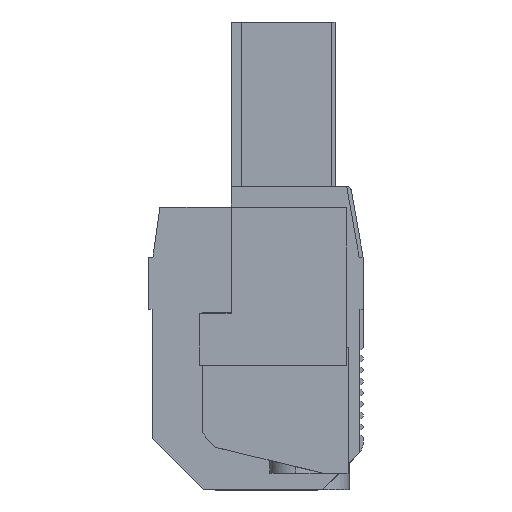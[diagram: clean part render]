
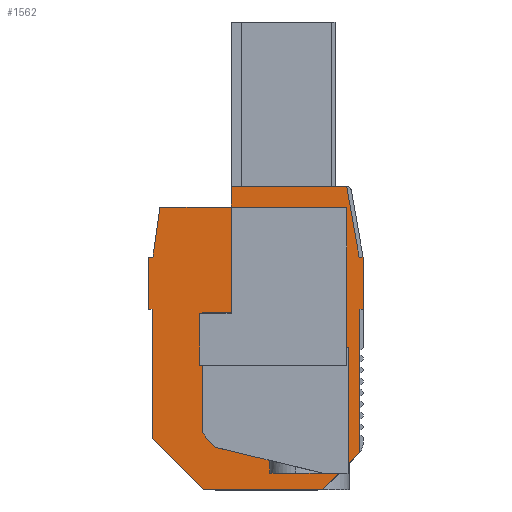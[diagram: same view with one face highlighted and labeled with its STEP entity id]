
A CAD part, left-side view. The second image highlights one B-rep face of the part: STEP entity #1562.
In plain terms, the highlighted planar face has unit normal (-1, 0, 0).
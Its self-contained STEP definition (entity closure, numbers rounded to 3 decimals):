
#1453=AXIS2_PLACEMENT_3D('Plane Axis2P3D',#1450,#1451,#1452) ;
#1164=CARTESIAN_POINT('Vertex',(7.175,19.535,27.207)) ;
#1167=CARTESIAN_POINT('Line Origine',(7.175,16.117,27.207)) ;
#1171=CARTESIAN_POINT('Vertex',(7.175,12.7,27.207)) ;
#1375=CARTESIAN_POINT('Vertex',(7.175,20.6,22.4)) ;
#1378=CARTESIAN_POINT('Line Origine',(7.175,20.405,22.4)) ;
#1382=CARTESIAN_POINT('Vertex',(7.175,20.21,22.4)) ;
#1438=CARTESIAN_POINT('Line Origine',(7.175,19.872,24.803)) ;
#1450=CARTESIAN_POINT('Axis2P3D Location',(7.175,15.35,0.7)) ;
#1455=CARTESIAN_POINT('Line Origine',(7.175,12.7,28.207)) ;
#1459=CARTESIAN_POINT('Vertex',(7.175,12.7,29.207)) ;
#1462=CARTESIAN_POINT('Line Origine',(7.175,20.6,19.9)) ;
#1466=CARTESIAN_POINT('Vertex',(7.175,20.6,17.4)) ;
#1469=CARTESIAN_POINT('Line Origine',(7.175,20.45,17.4)) ;
#1473=CARTESIAN_POINT('Vertex',(7.175,20.3,17.4)) ;
#1476=CARTESIAN_POINT('Line Origine',(7.175,20.3,11.168)) ;
#1480=CARTESIAN_POINT('Vertex',(7.175,20.3,4.936)) ;
#1483=CARTESIAN_POINT('Line Origine',(7.175,17.832,2.468)) ;
#1487=CARTESIAN_POINT('Vertex',(7.175,15.364,0.)) ;
#1490=CARTESIAN_POINT('Line Origine',(7.175,9.625,0.)) ;
#1494=CARTESIAN_POINT('Vertex',(7.175,3.886,0.)) ;
#1497=CARTESIAN_POINT('Line Origine',(7.175,2.093,1.793)) ;
#1501=CARTESIAN_POINT('Vertex',(7.175,0.3,3.586)) ;
#1504=CARTESIAN_POINT('Line Origine',(7.175,0.3,10.493)) ;
#1508=CARTESIAN_POINT('Vertex',(7.175,0.3,17.4)) ;
#1511=CARTESIAN_POINT('Line Origine',(7.175,0.15,17.4)) ;
#1515=CARTESIAN_POINT('Vertex',(7.175,0.,17.4)) ;
#1518=CARTESIAN_POINT('Line Origine',(7.175,0.,19.9)) ;
#1522=CARTESIAN_POINT('Vertex',(7.175,0.,22.4)) ;
#1525=CARTESIAN_POINT('Line Origine',(7.175,0.19,22.4)) ;
#1529=CARTESIAN_POINT('Vertex',(7.175,0.38,22.4)) ;
#1532=CARTESIAN_POINT('Line Origine',(7.175,0.98,25.803)) ;
#1536=CARTESIAN_POINT('Vertex',(7.175,1.58,29.207)) ;
#1539=CARTESIAN_POINT('Line Origine',(7.175,7.14,29.207)) ;
#1168=DIRECTION('Vector Direction',(0.,-1.,0.)) ;
#1379=DIRECTION('Vector Direction',(0.,-1.,0.)) ;
#1439=DIRECTION('Vector Direction',(0.,-0.139,0.99)) ;
#1451=DIRECTION('Axis2P3D Direction',(-1.,0.,0.)) ;
#1452=DIRECTION('Axis2P3D XDirection',(0.,-1.,0.)) ;
#1456=DIRECTION('Vector Direction',(0.,0.,-1.)) ;
#1463=DIRECTION('Vector Direction',(0.,0.,1.)) ;
#1470=DIRECTION('Vector Direction',(0.,1.,0.)) ;
#1477=DIRECTION('Vector Direction',(0.,0.,1.)) ;
#1484=DIRECTION('Vector Direction',(0.,0.707,0.707)) ;
#1491=DIRECTION('Vector Direction',(0.,1.,0.)) ;
#1498=DIRECTION('Vector Direction',(0.,0.707,-0.707)) ;
#1505=DIRECTION('Vector Direction',(0.,0.,1.)) ;
#1512=DIRECTION('Vector Direction',(0.,1.,0.)) ;
#1519=DIRECTION('Vector Direction',(0.,0.,-1.)) ;
#1526=DIRECTION('Vector Direction',(0.,-1.,0.)) ;
#1533=DIRECTION('Vector Direction',(0.,0.174,0.985)) ;
#1540=DIRECTION('Vector Direction',(0.,1.,0.)) ;
#1169=VECTOR('Line Direction',#1168,1.) ;
#1380=VECTOR('Line Direction',#1379,1.) ;
#1440=VECTOR('Line Direction',#1439,1.) ;
#1457=VECTOR('Line Direction',#1456,1.) ;
#1464=VECTOR('Line Direction',#1463,1.) ;
#1471=VECTOR('Line Direction',#1470,1.) ;
#1478=VECTOR('Line Direction',#1477,1.) ;
#1485=VECTOR('Line Direction',#1484,1.) ;
#1492=VECTOR('Line Direction',#1491,1.) ;
#1499=VECTOR('Line Direction',#1498,1.) ;
#1506=VECTOR('Line Direction',#1505,1.) ;
#1513=VECTOR('Line Direction',#1512,1.) ;
#1520=VECTOR('Line Direction',#1519,1.) ;
#1527=VECTOR('Line Direction',#1526,1.) ;
#1534=VECTOR('Line Direction',#1533,1.) ;
#1541=VECTOR('Line Direction',#1540,1.) ;
#1545=ORIENTED_EDGE('',*,*,#1461,.T.) ;
#1546=ORIENTED_EDGE('',*,*,#1173,.F.) ;
#1547=ORIENTED_EDGE('',*,*,#1442,.F.) ;
#1548=ORIENTED_EDGE('',*,*,#1384,.F.) ;
#1549=ORIENTED_EDGE('',*,*,#1468,.F.) ;
#1550=ORIENTED_EDGE('',*,*,#1475,.F.) ;
#1551=ORIENTED_EDGE('',*,*,#1482,.F.) ;
#1552=ORIENTED_EDGE('',*,*,#1489,.F.) ;
#1553=ORIENTED_EDGE('',*,*,#1496,.F.) ;
#1554=ORIENTED_EDGE('',*,*,#1503,.F.) ;
#1555=ORIENTED_EDGE('',*,*,#1510,.T.) ;
#1556=ORIENTED_EDGE('',*,*,#1517,.F.) ;
#1557=ORIENTED_EDGE('',*,*,#1524,.F.) ;
#1558=ORIENTED_EDGE('',*,*,#1531,.F.) ;
#1559=ORIENTED_EDGE('',*,*,#1538,.T.) ;
#1560=ORIENTED_EDGE('',*,*,#1543,.T.) ;
#1562=ADVANCED_FACE('HOUSING',(#1561),#1454,.T.) ;
#1173=EDGE_CURVE('',#1165,#1172,#1170,.T.) ;
#1384=EDGE_CURVE('',#1376,#1383,#1381,.T.) ;
#1442=EDGE_CURVE('',#1383,#1165,#1441,.T.) ;
#1461=EDGE_CURVE('',#1460,#1172,#1458,.T.) ;
#1468=EDGE_CURVE('',#1467,#1376,#1465,.T.) ;
#1475=EDGE_CURVE('',#1474,#1467,#1472,.T.) ;
#1482=EDGE_CURVE('',#1481,#1474,#1479,.T.) ;
#1489=EDGE_CURVE('',#1488,#1481,#1486,.T.) ;
#1496=EDGE_CURVE('',#1495,#1488,#1493,.T.) ;
#1503=EDGE_CURVE('',#1502,#1495,#1500,.T.) ;
#1510=EDGE_CURVE('',#1502,#1509,#1507,.T.) ;
#1517=EDGE_CURVE('',#1516,#1509,#1514,.T.) ;
#1524=EDGE_CURVE('',#1523,#1516,#1521,.T.) ;
#1531=EDGE_CURVE('',#1530,#1523,#1528,.T.) ;
#1538=EDGE_CURVE('',#1530,#1537,#1535,.T.) ;
#1543=EDGE_CURVE('',#1537,#1460,#1542,.T.) ;
#1544=EDGE_LOOP('',(#1545,#1546,#1547,#1548,#1549,#1550,#1551,#1552,#1553,#1554,#1555,#1556,#1557,#1558,#1559,#1560)) ;
#1561=FACE_OUTER_BOUND('',#1544,.T.) ;
#1170=LINE('Line',#1167,#1169) ;
#1381=LINE('Line',#1378,#1380) ;
#1441=LINE('Line',#1438,#1440) ;
#1458=LINE('Line',#1455,#1457) ;
#1465=LINE('Line',#1462,#1464) ;
#1472=LINE('Line',#1469,#1471) ;
#1479=LINE('Line',#1476,#1478) ;
#1486=LINE('Line',#1483,#1485) ;
#1493=LINE('Line',#1490,#1492) ;
#1500=LINE('Line',#1497,#1499) ;
#1507=LINE('Line',#1504,#1506) ;
#1514=LINE('Line',#1511,#1513) ;
#1521=LINE('Line',#1518,#1520) ;
#1528=LINE('Line',#1525,#1527) ;
#1535=LINE('Line',#1532,#1534) ;
#1542=LINE('Line',#1539,#1541) ;
#1454=PLANE('',#1453) ;
#1165=VERTEX_POINT('',#1164) ;
#1172=VERTEX_POINT('',#1171) ;
#1376=VERTEX_POINT('',#1375) ;
#1383=VERTEX_POINT('',#1382) ;
#1460=VERTEX_POINT('',#1459) ;
#1467=VERTEX_POINT('',#1466) ;
#1474=VERTEX_POINT('',#1473) ;
#1481=VERTEX_POINT('',#1480) ;
#1488=VERTEX_POINT('',#1487) ;
#1495=VERTEX_POINT('',#1494) ;
#1502=VERTEX_POINT('',#1501) ;
#1509=VERTEX_POINT('',#1508) ;
#1516=VERTEX_POINT('',#1515) ;
#1523=VERTEX_POINT('',#1522) ;
#1530=VERTEX_POINT('',#1529) ;
#1537=VERTEX_POINT('',#1536) ;
